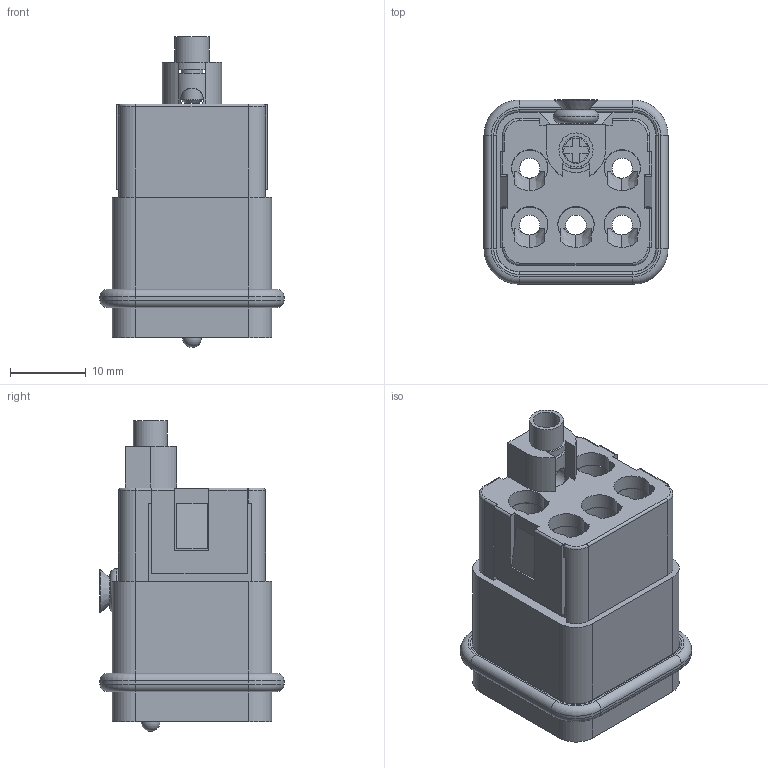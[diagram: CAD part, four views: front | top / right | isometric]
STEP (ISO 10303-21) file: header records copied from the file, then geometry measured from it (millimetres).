
FILE_DESCRIPTION(/* description */ (''),/* implementation_level */ '2;1');
FILE_NAME(/* name */ 'HQ-005&0-MC.stp',/* time_stamp */ '2023-07-13T17:23:16+08:00',/* author */ (''),/* organization */ (''),/* preprocessor_version */ 'ST-DEVELOPER v16',/* originating_system */ 'SIEMENS PLM Software NX 10.0',/* authorisation */ '');
FILE_SCHEMA (('AUTOMOTIVE_DESIGN { 1 0 10303 214 3 1 1 1 }'));
Length unit declared in the file: millimetre
Products named in the file (1): Admi1B7C805Fmc0v
Bounding box: 24.3 x 24.3 x 41 mm (x, y, z)
Volume: 7131.3 mm3; surface area: 8818.7 mm2
Topology: 1 solids, 2 shells, 470 faces, 1225 edges, 780 vertices
Faces by surface type: plane 246, cylinder 142, torus 53, bspline 20, cone 8, sphere 1
Full cylindrical faces by diameter (mm): 2.5 x1, 2.6 x3, 2.7 x6, 2.9 x2, 3 x1, 3.2 x1, 3.5 x1, 4 x1, 4.5 x1, 5.7 x1
Entity records: 18955 total; most frequent: CARTESIAN_POINT 7592, ORIENTED_EDGE 2360, DIRECTION 2341, EDGE_CURVE 1180, AXIS2_PLACEMENT_3D 820, VERTEX_POINT 764, LINE 701, VECTOR 701
